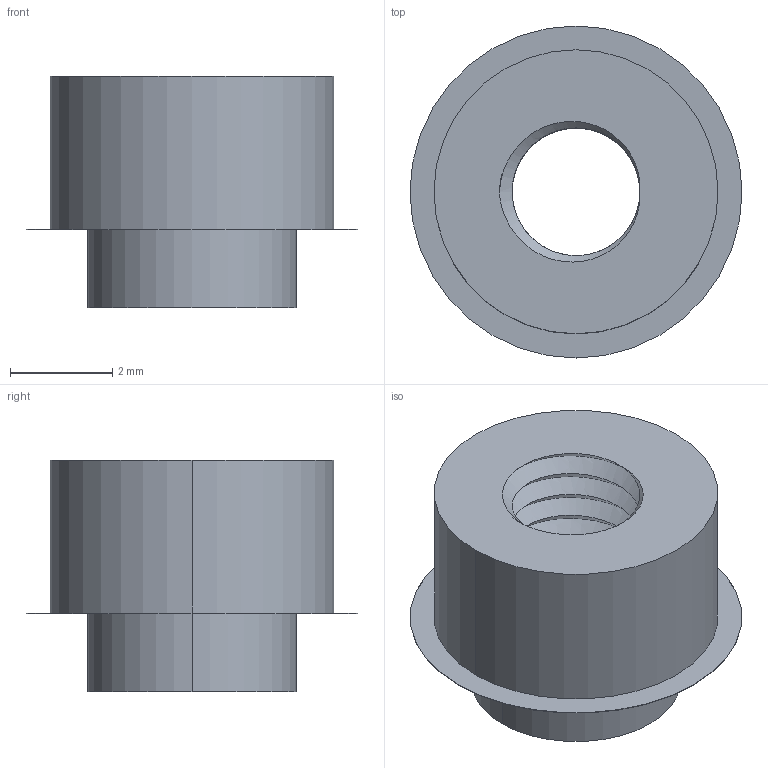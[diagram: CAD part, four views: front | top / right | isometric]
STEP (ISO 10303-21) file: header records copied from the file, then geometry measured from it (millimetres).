
FILE_DESCRIPTION(/* description */ (''),/* implementation_level */ '2;1');
FILE_NAME(/* name */ '320-0965-000_5.stp',/* time_stamp */ '2023-11-01T20:45:59+03:00',/* author */ (''),/* organization */ (''),/* preprocessor_version */ 'ST-DEVELOPER v16.7',/* originating_system */ 'SIEMENS PLM Software NX 12.0',/* authorisation */ '');
FILE_SCHEMA (('AUTOMOTIVE_DESIGN { 1 0 10303 214 3 1 1 1 }'));
Length unit declared in the file: millimetre
Products named in the file (1): 320-0965-000_5
Bounding box: 6.5 x 6.5 x 4.53 mm (x, y, z)
Volume: 66.1 mm3; surface area: 181.9 mm2
Topology: 1 solids, 1 shells, 16 faces, 52 edges, 40 vertices
Faces by surface type: cylinder 6, bspline 6, plane 4
Entity records: 2431 total; most frequent: CARTESIAN_POINT 1973, ORIENTED_EDGE 104, EDGE_CURVE 52, DIRECTION 52, VERTEX_POINT 40, B_SPLINE_CURVE_WITH_KNOTS 34, AXIS2_PLACEMENT_3D 23, EDGE_LOOP 20
